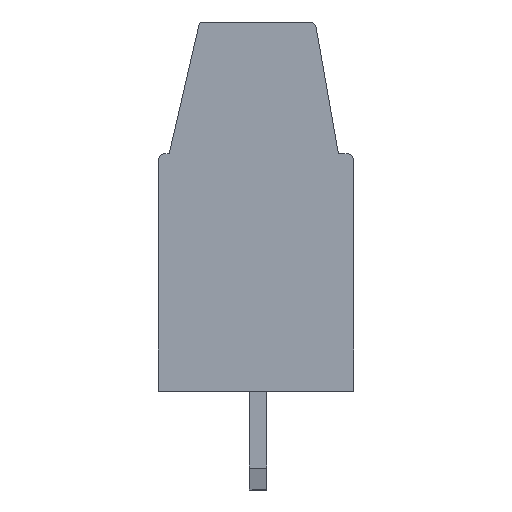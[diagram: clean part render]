
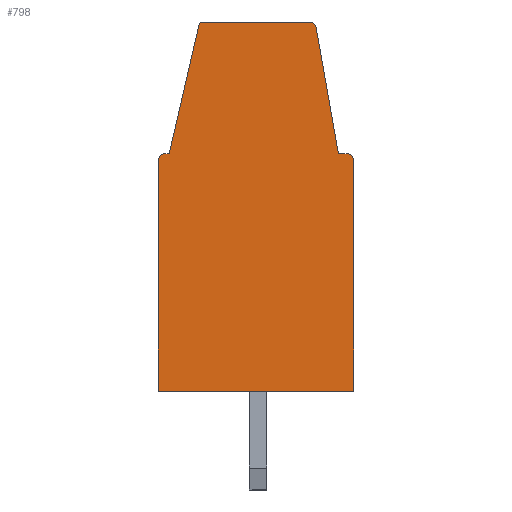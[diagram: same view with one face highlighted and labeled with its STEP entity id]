
A CAD part, left-side view. The second image highlights one B-rep face of the part: STEP entity #798.
In plain terms, the highlighted planar face has unit normal (-1, 0, 0).
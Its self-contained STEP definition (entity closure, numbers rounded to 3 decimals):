
#798 = ADVANCED_FACE( '', ( #1786 ), #1787, .T. );
#1786 = FACE_OUTER_BOUND( '', #2945, .T. );
#1787 = PLANE( '', #2946 );
#2945 = EDGE_LOOP( '', ( #5294, #5295, #5296, #5297, #5298, #5299, #5300, #5301, #5302, #5303, #5304, #5305 ) );
#2946 = AXIS2_PLACEMENT_3D( '', #5306, #5307, #5308 );
#5294 = ORIENTED_EDGE( '', *, *, #7277, .T. );
#5295 = ORIENTED_EDGE( '', *, *, #7416, .T. );
#5296 = ORIENTED_EDGE( '', *, *, #7417, .F. );
#5297 = ORIENTED_EDGE( '', *, *, #7311, .T. );
#5298 = ORIENTED_EDGE( '', *, *, #7418, .T. );
#5299 = ORIENTED_EDGE( '', *, *, #7329, .T. );
#5300 = ORIENTED_EDGE( '', *, *, #7082, .T. );
#5301 = ORIENTED_EDGE( '', *, *, #6806, .T. );
#5302 = ORIENTED_EDGE( '', *, *, #6943, .T. );
#5303 = ORIENTED_EDGE( '', *, *, #7342, .T. );
#5304 = ORIENTED_EDGE( '', *, *, #7419, .T. );
#5305 = ORIENTED_EDGE( '', *, *, #6653, .T. );
#5306 = CARTESIAN_POINT( '', ( 179.737, 144.598, 0. ) );
#5307 = DIRECTION( '', ( -1., 0., 0. ) );
#5308 = DIRECTION( '', ( 0., -1., 0. ) );
#6653 = EDGE_CURVE( '', #7962, #7960, #7963, .T. );
#6806 = EDGE_CURVE( '', #8235, #8233, #8236, .T. );
#6943 = EDGE_CURVE( '', #8233, #8456, #8458, .T. );
#7082 = EDGE_CURVE( '', #8671, #8235, #8672, .T. );
#7277 = EDGE_CURVE( '', #7960, #8944, #8946, .T. );
#7311 = EDGE_CURVE( '', #8991, #8989, #8992, .T. );
#7329 = EDGE_CURVE( '', #9014, #8671, #9015, .T. );
#7342 = EDGE_CURVE( '', #8456, #9029, #9031, .T. );
#7416 = EDGE_CURVE( '', #8944, #9124, #9125, .T. );
#7417 = EDGE_CURVE( '', #8991, #9124, #9126, .T. );
#7418 = EDGE_CURVE( '', #8989, #9014, #9127, .T. );
#7419 = EDGE_CURVE( '', #9029, #7962, #9128, .T. );
#7960 = VERTEX_POINT( '', #9830 );
#7962 = VERTEX_POINT( '', #9833 );
#7963 = CIRCLE( '', #9834, 0.3 );
#8233 = VERTEX_POINT( '', #10209 );
#8235 = VERTEX_POINT( '', #10212 );
#8236 = LINE( '', #10213, #10214 );
#8456 = VERTEX_POINT( '', #10516 );
#8458 = CIRCLE( '', #10519, 0.2 );
#8671 = VERTEX_POINT( '', #10817 );
#8672 = CIRCLE( '', #10818, 0.3 );
#8944 = VERTEX_POINT( '', #11206 );
#8946 = LINE( '', #11209, #11210 );
#8989 = VERTEX_POINT( '', #11275 );
#8991 = VERTEX_POINT( '', #11278 );
#8992 = CIRCLE( '', #11279, 0.3 );
#9014 = VERTEX_POINT( '', #11312 );
#9015 = LINE( '', #11313, #11314 );
#9029 = VERTEX_POINT( '', #11335 );
#9031 = LINE( '', #11338, #11339 );
#9124 = VERTEX_POINT( '', #11470 );
#9125 = LINE( '', #11471, #11472 );
#9126 = LINE( '', #11473, #11474 );
#9127 = LINE( '', #11475, #11476 );
#9128 = LINE( '', #11477, #11478 );
#9830 = CARTESIAN_POINT( '', ( 179.737, 146.048, 10.5 ) );
#9833 = CARTESIAN_POINT( '', ( 179.737, 145.748, 10.8 ) );
#9834 = AXIS2_PLACEMENT_3D( '', #12066, #12067, #12068 );
#10209 = CARTESIAN_POINT( '', ( 179.737, 144.004, 16.8 ) );
#10212 = CARTESIAN_POINT( '', ( 179.737, 139.158, 16.8 ) );
#10213 = CARTESIAN_POINT( '', ( 179.737, 144.004, 16.8 ) );
#10214 = VECTOR( '', #12247, 1000. );
#10516 = CARTESIAN_POINT( '', ( 179.737, 144.199, 16.645 ) );
#10519 = AXIS2_PLACEMENT_3D( '', #12405, #12406, #12407 );
#10817 = CARTESIAN_POINT( '', ( 179.737, 138.863, 16.552 ) );
#10818 = AXIS2_PLACEMENT_3D( '', #12563, #12564, #12565 );
#11206 = CARTESIAN_POINT( '', ( 179.737, 146.048, 0. ) );
#11209 = CARTESIAN_POINT( '', ( 179.737, 146.048, 0. ) );
#11210 = VECTOR( '', #12745, 1000. );
#11275 = CARTESIAN_POINT( '', ( 179.737, 137.448, 10.8 ) );
#11278 = CARTESIAN_POINT( '', ( 179.737, 137.148, 10.5 ) );
#11279 = AXIS2_PLACEMENT_3D( '', #12775, #12776, #12777 );
#11312 = CARTESIAN_POINT( '', ( 179.737, 137.848, 10.8 ) );
#11313 = CARTESIAN_POINT( '', ( 179.737, 138.863, 16.552 ) );
#11314 = VECTOR( '', #12789, 1000. );
#11335 = CARTESIAN_POINT( '', ( 179.737, 145.548, 10.8 ) );
#11338 = CARTESIAN_POINT( '', ( 179.737, 145.548, 10.8 ) );
#11339 = VECTOR( '', #12798, 1000. );
#11470 = CARTESIAN_POINT( '', ( 179.737, 137.148, 0. ) );
#11471 = CARTESIAN_POINT( '', ( 179.737, 144.818, 0. ) );
#11472 = VECTOR( '', #12854, 1000. );
#11473 = CARTESIAN_POINT( '', ( 179.737, 137.148, 5.1 ) );
#11474 = VECTOR( '', #12855, 1000. );
#11475 = CARTESIAN_POINT( '', ( 179.737, 137.848, 10.8 ) );
#11476 = VECTOR( '', #12856, 1000. );
#11477 = CARTESIAN_POINT( '', ( 179.737, 145.748, 10.8 ) );
#11478 = VECTOR( '', #12857, 1000. );
#12066 = CARTESIAN_POINT( '', ( 179.737, 145.748, 10.5 ) );
#12067 = DIRECTION( '', ( -1., 0., 0. ) );
#12068 = DIRECTION( '', ( 0., 0., 1. ) );
#12247 = DIRECTION( '', ( 0., 1., 0. ) );
#12405 = CARTESIAN_POINT( '', ( 179.737, 144.004, 16.6 ) );
#12406 = DIRECTION( '', ( -1., 0., 0. ) );
#12407 = DIRECTION( '', ( 0., 0., 1. ) );
#12563 = CARTESIAN_POINT( '', ( 179.737, 139.158, 16.5 ) );
#12564 = DIRECTION( '', ( -1., 0., 0. ) );
#12565 = DIRECTION( '', ( 0., 0., 1. ) );
#12745 = DIRECTION( '', ( 0., 0., -1. ) );
#12775 = CARTESIAN_POINT( '', ( 179.737, 137.448, 10.5 ) );
#12776 = DIRECTION( '', ( -1., 0., 0. ) );
#12777 = DIRECTION( '', ( 0., 0., 1. ) );
#12789 = DIRECTION( '', ( 0., 0.174, 0.985 ) );
#12798 = DIRECTION( '', ( 0., 0.225, -0.974 ) );
#12854 = DIRECTION( '', ( 0., -1., 0. ) );
#12855 = DIRECTION( '', ( 0., 0., -1. ) );
#12856 = DIRECTION( '', ( 0., 1., 0. ) );
#12857 = DIRECTION( '', ( 0., 1., 0. ) );
